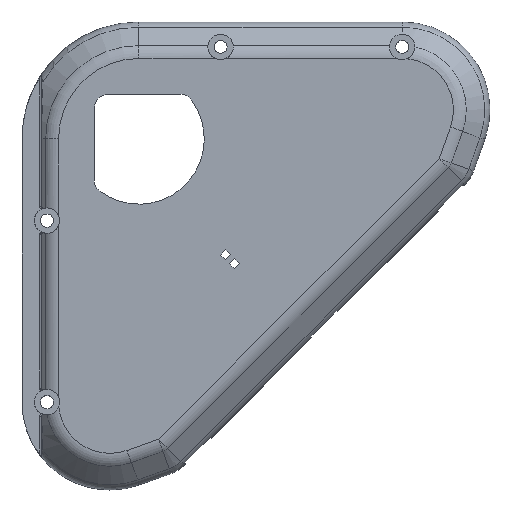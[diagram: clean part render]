
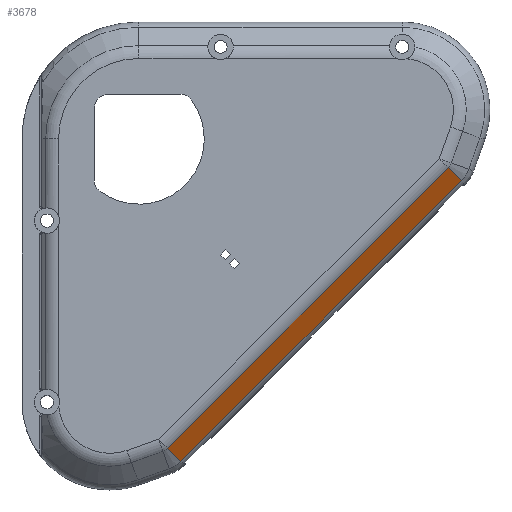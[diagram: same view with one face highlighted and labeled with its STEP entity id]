
A CAD part, top view. The second image highlights one B-rep face of the part: STEP entity #3678.
In plain terms, the highlighted planar face has unit normal (0.5, -0.5, 0.707).
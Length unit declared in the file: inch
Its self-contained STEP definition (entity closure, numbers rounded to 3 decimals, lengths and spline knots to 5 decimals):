
#141=PLANE('',#4060);
#384=FACE_OUTER_BOUND('',#605,.T.);
#605=EDGE_LOOP('',(#3203,#3204,#3205,#3206));
#903=LINE('',#6455,#1225);
#912=LINE('',#6511,#1234);
#915=LINE('',#6602,#1237);
#918=LINE('',#6608,#1240);
#1225=VECTOR('',#4942,0.3937);
#1234=VECTOR('',#4985,0.3937);
#1237=VECTOR('',#5008,0.3937);
#1240=VECTOR('',#5017,0.3937);
#1766=VERTEX_POINT('',#6449);
#1767=VERTEX_POINT('',#6453);
#1775=VERTEX_POINT('',#6497);
#1776=VERTEX_POINT('',#6510);
#2249=EDGE_CURVE('',#1767,#1766,#903,.T.);
#2267=EDGE_CURVE('',#1775,#1776,#912,.T.);
#2277=EDGE_CURVE('',#1775,#1766,#915,.T.);
#2280=EDGE_CURVE('',#1776,#1767,#918,.T.);
#3203=ORIENTED_EDGE('',*,*,#2249,.F.);
#3204=ORIENTED_EDGE('',*,*,#2280,.F.);
#3205=ORIENTED_EDGE('',*,*,#2267,.F.);
#3206=ORIENTED_EDGE('',*,*,#2277,.T.);
#3678=ADVANCED_FACE('',(#384),#141,.T.);
#4060=AXIS2_PLACEMENT_3D('',#6609,#5018,#5019);
#4942=DIRECTION('',(-0.707,-0.707,0.));
#4985=DIRECTION('',(0.707,0.707,0.));
#5008=DIRECTION('',(0.5,-0.5,-0.707));
#5017=DIRECTION('',(0.5,-0.5,-0.707));
#5018=DIRECTION('center_axis',(0.5,-0.5,0.707));
#5019=DIRECTION('ref_axis',(0.816,0.,-0.577));
#6449=CARTESIAN_POINT('',(0.97547,-0.81588,0.32947));
#6453=CARTESIAN_POINT('',(4.84088,3.04953,0.32947));
#6455=CARTESIAN_POINT('',(1.45865,-0.3327,0.32947));
#6497=CARTESIAN_POINT('',(0.79618,-0.63659,0.58303));
#6510=CARTESIAN_POINT('',(4.66159,3.22882,0.58303));
#6511=CARTESIAN_POINT('',(2.24571,0.81294,0.58303));
#6602=CARTESIAN_POINT('',(0.74441,-0.58481,0.65625));
#6608=CARTESIAN_POINT('',(4.60981,3.28059,0.65625));
#6609=CARTESIAN_POINT('Origin',(1.85218,0.24012,0.45625));
